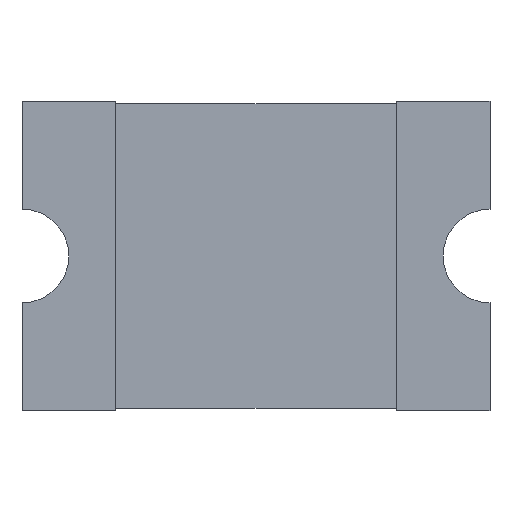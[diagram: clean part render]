
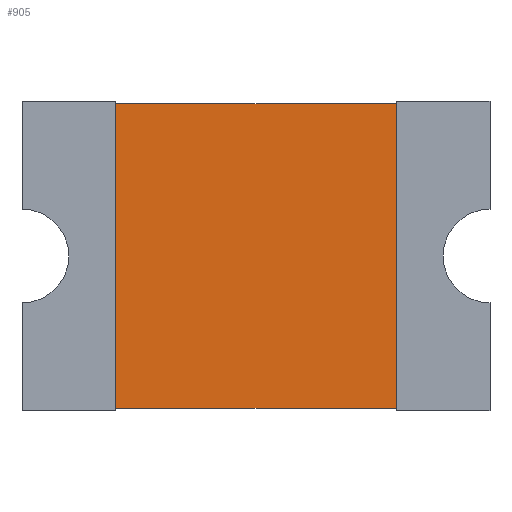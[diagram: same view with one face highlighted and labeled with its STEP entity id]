
A CAD part, front view. The second image highlights one B-rep face of the part: STEP entity #905.
In plain terms, the highlighted planar face has unit normal (0, -1, 0).
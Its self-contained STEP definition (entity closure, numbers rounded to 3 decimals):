
#50=ORIENTED_EDGE('',*,*,#237,.F.);
#51=ORIENTED_EDGE('',*,*,#242,.T.);
#52=ORIENTED_EDGE('',*,*,#243,.T.);
#53=ORIENTED_EDGE('',*,*,#244,.T.);
#237=EDGE_CURVE('',#333,#334,#395,.T.);
#242=EDGE_CURVE('',#333,#338,#400,.T.);
#243=EDGE_CURVE('',#338,#339,#401,.T.);
#244=EDGE_CURVE('',#339,#334,#402,.T.);
#333=VERTEX_POINT('',#1191);
#334=VERTEX_POINT('',#1193);
#338=VERTEX_POINT('',#1203);
#339=VERTEX_POINT('',#1205);
#395=LINE('',#1192,#487);
#400=LINE('',#1202,#492);
#401=LINE('',#1204,#493);
#402=LINE('',#1206,#494);
#487=VECTOR('',#1008,1000.);
#492=VECTOR('',#1015,1000.);
#493=VECTOR('',#1016,1000.);
#494=VECTOR('',#1017,1000.);
#565=EDGE_LOOP('',(#50,#51,#52,#53));
#599=FACE_BOUND('',#565,.T.);
#633=PLANE('',#946);
#905=ADVANCED_FACE('',(#599),#633,.F.);
#946=AXIS2_PLACEMENT_3D('',#1201,#1013,#1014);
#1008=DIRECTION('',(-1.,0.,0.));
#1013=DIRECTION('',(0.,1.,0.));
#1014=DIRECTION('',(0.,0.,1.));
#1015=DIRECTION('',(0.,0.,1.));
#1016=DIRECTION('',(-1.,0.,0.));
#1017=DIRECTION('',(0.,0.,-1.));
#1191=CARTESIAN_POINT('',(2.248,0.,-2.442));
#1192=CARTESIAN_POINT('',(2.248,0.,-2.442));
#1193=CARTESIAN_POINT('',(-2.248,0.,-2.442));
#1201=CARTESIAN_POINT('',(0.,0.,0.));
#1202=CARTESIAN_POINT('',(2.248,0.,2.72));
#1203=CARTESIAN_POINT('',(2.248,0.,2.436));
#1204=CARTESIAN_POINT('',(-2.248,0.,2.436));
#1205=CARTESIAN_POINT('',(-2.248,0.,2.436));
#1206=CARTESIAN_POINT('',(-2.248,0.,2.72));
